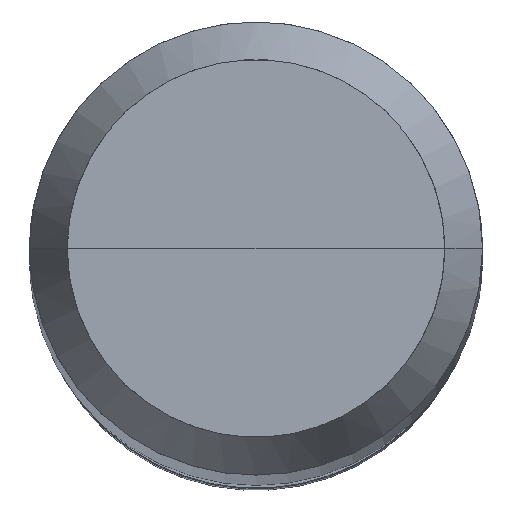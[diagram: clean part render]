
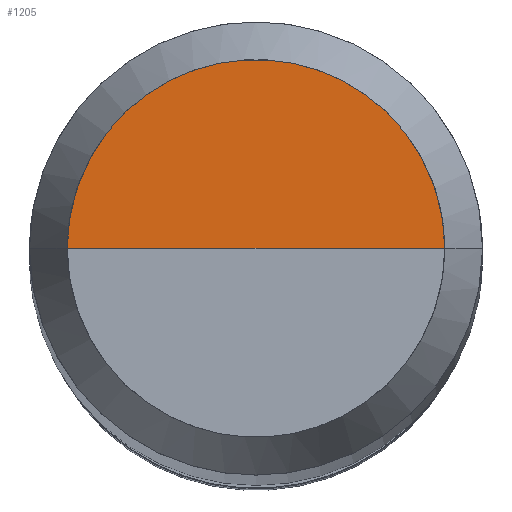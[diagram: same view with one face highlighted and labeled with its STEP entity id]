
A CAD part, top view. The second image highlights one B-rep face of the part: STEP entity #1205.
In plain terms, the highlighted free-form (B-spline) face has degree [1, 2] with [2, 5] control points.
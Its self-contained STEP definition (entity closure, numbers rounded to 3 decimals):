
#875=CARTESIAN_POINT('',(2.5,0.0,78.6));
#876=CARTESIAN_POINT('',(2.5,2.5,78.6));
#877=CARTESIAN_POINT('',(0.0,2.5,78.6));
#878=CARTESIAN_POINT('',(-2.5,2.5,78.6));
#879=CARTESIAN_POINT('',(-2.5,0.0,78.6));
#880=CARTESIAN_POINT('',(0.0,0.0,78.6));
#1190=(
BOUNDED_SURFACE()
B_SPLINE_SURFACE(1,2,(
(#875,#876,#877,#878,#879),
(#880,#880,#880,#880,#880)
), .UNSPECIFIED.,.F.,.F.,.F.)
B_SPLINE_SURFACE_WITH_KNOTS((2,2),(3,2,3),(
0.0,1.0),(
0.0,0.5,1.0), .UNSPECIFIED.)
GEOMETRIC_REPRESENTATION_ITEM()
RATIONAL_B_SPLINE_SURFACE(((1.0,0.707,1.0,0.707,1.0),
(1.0,0.707,1.0,0.707,1.0)
))
REPRESENTATION_ITEM('')
SURFACE()
);
#1191=(
BOUNDED_CURVE()
B_SPLINE_CURVE(2,(#879,#878,#877,#876,#875),.UNSPECIFIED.,.F.,.F.)
B_SPLINE_CURVE_WITH_KNOTS((3,2,3),
(0.0,0.5,1.0),.UNSPECIFIED.)
CURVE()
GEOMETRIC_REPRESENTATION_ITEM()
RATIONAL_B_SPLINE_CURVE((1.0,0.707,1.0,0.707,1.0))
REPRESENTATION_ITEM('')
);
#1192=(
BOUNDED_CURVE()
B_SPLINE_CURVE(1,(#875,#880),.UNSPECIFIED.,.F.,.F.)
B_SPLINE_CURVE_WITH_KNOTS((2,2),
(0.0,1.0),.UNSPECIFIED.)
CURVE()
GEOMETRIC_REPRESENTATION_ITEM()
RATIONAL_B_SPLINE_CURVE((1.0,1.0))
REPRESENTATION_ITEM('')
);
#1193=(
BOUNDED_CURVE()
B_SPLINE_CURVE(1,(#880,#879),.UNSPECIFIED.,.F.,.F.)
B_SPLINE_CURVE_WITH_KNOTS((2,2),
(0.0,1.0),.UNSPECIFIED.)
CURVE()
GEOMETRIC_REPRESENTATION_ITEM()
RATIONAL_B_SPLINE_CURVE((1.0,1.0))
REPRESENTATION_ITEM('')
);
#1194=VERTEX_POINT('',#875);
#1195=VERTEX_POINT('',#879);
#1196=VERTEX_POINT('',#880);
#1197=EDGE_CURVE('',#1195,#1194,#1191,.T.);
#1198=EDGE_CURVE('',#1194,#1196,#1192,.T.);
#1199=EDGE_CURVE('',#1196,#1195,#1193,.T.);
#1200=ORIENTED_EDGE('',*,*,#1197,.T.);
#1201=ORIENTED_EDGE('',*,*,#1198,.T.);
#1202=ORIENTED_EDGE('',*,*,#1199,.T.);
#1203=EDGE_LOOP('',(#1200,#1201,#1202));
#1204=FACE_OUTER_BOUND('',#1203,.T.);
#1205=ADVANCED_FACE('',(#1204),#1190,.T.);
